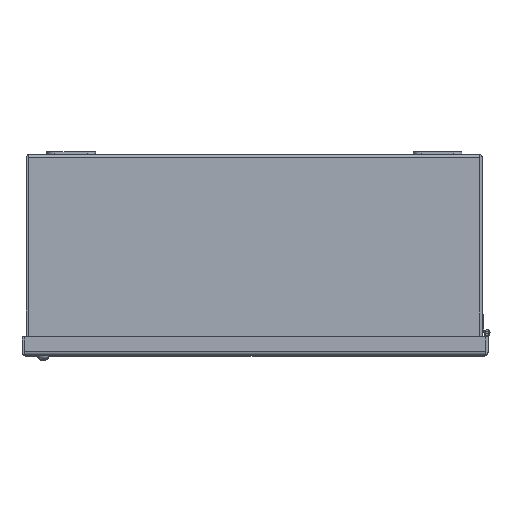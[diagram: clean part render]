
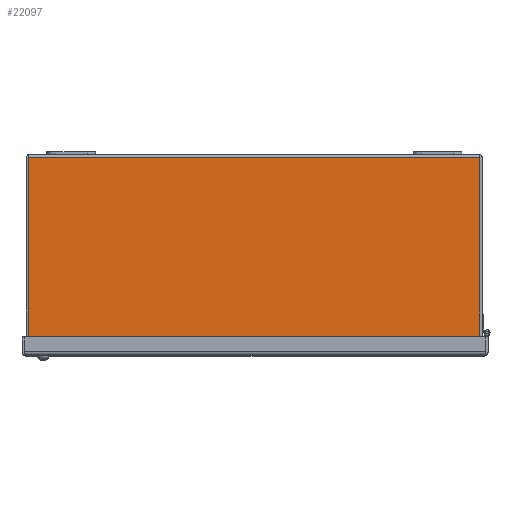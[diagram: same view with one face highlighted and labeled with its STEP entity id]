
A CAD part, top view. The second image highlights one B-rep face of the part: STEP entity #22097.
In plain terms, the highlighted planar face has unit normal (0, 0, 1).
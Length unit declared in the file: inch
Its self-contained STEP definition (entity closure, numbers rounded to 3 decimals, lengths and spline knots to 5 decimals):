
#2094 = CARTESIAN_POINT ( 'NONE',  ( -6.92789, -5.892, 7.5 ) ) ;
#2140 = DIRECTION ( 'NONE',  ( -1., 0., 0. ) ) ;
#2200 = VECTOR ( 'NONE', #25070, 39.37008 ) ;
#2773 = DIRECTION ( 'NONE',  ( 0., -1., 0. ) ) ;
#3384 = CARTESIAN_POINT ( 'NONE',  ( -48.406, -5.892, 7.5 ) ) ;
#5890 = VECTOR ( 'NONE', #2140, 39.37008 ) ;
#6439 = LINE ( 'NONE', #14946, #27374 ) ;
#6933 = CARTESIAN_POINT ( 'NONE',  ( 6.92789, -0.108, 7.5 ) ) ;
#7741 = PLANE ( 'NONE',  #32576 ) ;
#8507 = CARTESIAN_POINT ( 'NONE',  ( -6.92789, 39.37008, 7.5 ) ) ;
#8710 = ORIENTED_EDGE ( 'NONE', *, *, #10621, .T. ) ;
#10071 = LINE ( 'NONE', #3384, #2200 ) ;
#10621 = EDGE_CURVE ( 'NONE', #29620, #14935, #20084, .T. ) ;
#11081 = LINE ( 'NONE', #8507, #35088 ) ;
#14935 = VERTEX_POINT ( 'NONE', #29076 ) ;
#14946 = CARTESIAN_POINT ( 'NONE',  ( 6.92789, 39.37008, 7.5 ) ) ;
#16486 = EDGE_CURVE ( 'NONE', #14935, #30576, #11081, .T. ) ;
#16824 = FACE_OUTER_BOUND ( 'NONE', #37789, .T. ) ;
#19108 = EDGE_CURVE ( 'NONE', #30576, #33175, #10071, .T. ) ;
#19946 = EDGE_CURVE ( 'NONE', #29620, #33175, #6439, .T. ) ;
#19973 = DIRECTION ( 'NONE',  ( 1., 0., 0. ) ) ;
#20084 = LINE ( 'NONE', #29182, #5890 ) ;
#22097 = ADVANCED_FACE ( 'NONE', ( #16824 ), #7741, .T. ) ;
#24028 = ORIENTED_EDGE ( 'NONE', *, *, #19108, .T. ) ;
#25070 = DIRECTION ( 'NONE',  ( 1., 0., 0. ) ) ;
#27374 = VECTOR ( 'NONE', #39030, 39.37008 ) ;
#28864 = DIRECTION ( 'NONE',  ( 0., 0., 1. ) ) ;
#29076 = CARTESIAN_POINT ( 'NONE',  ( -6.92789, -0.108, 7.5 ) ) ;
#29182 = CARTESIAN_POINT ( 'NONE',  ( -48.406, -0.108, 7.5 ) ) ;
#29295 = ORIENTED_EDGE ( 'NONE', *, *, #16486, .T. ) ;
#29620 = VERTEX_POINT ( 'NONE', #6933 ) ;
#30576 = VERTEX_POINT ( 'NONE', #2094 ) ;
#32576 = AXIS2_PLACEMENT_3D ( 'NONE', #37750, #28864, #19973 ) ;
#33175 = VERTEX_POINT ( 'NONE', #34039 ) ;
#34039 = CARTESIAN_POINT ( 'NONE',  ( 6.92789, -5.892, 7.5 ) ) ;
#35088 = VECTOR ( 'NONE', #2773, 39.37008 ) ;
#35915 = ORIENTED_EDGE ( 'NONE', *, *, #19946, .F. ) ;
#37750 = CARTESIAN_POINT ( 'NONE',  ( -48.406, 0., 7.5 ) ) ;
#37789 = EDGE_LOOP ( 'NONE', ( #29295, #24028, #35915, #8710 ) ) ;
#39030 = DIRECTION ( 'NONE',  ( 0., -1., 0. ) ) ;
